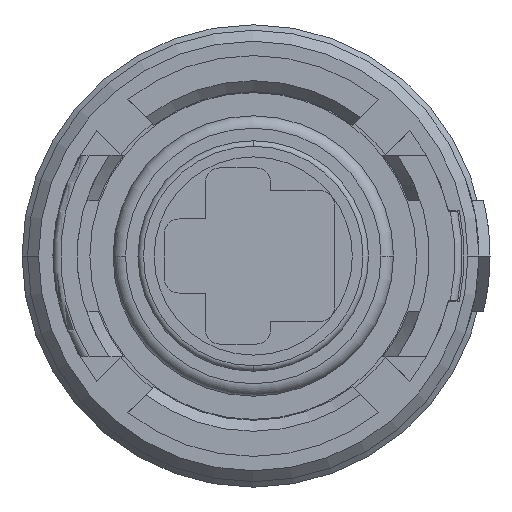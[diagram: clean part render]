
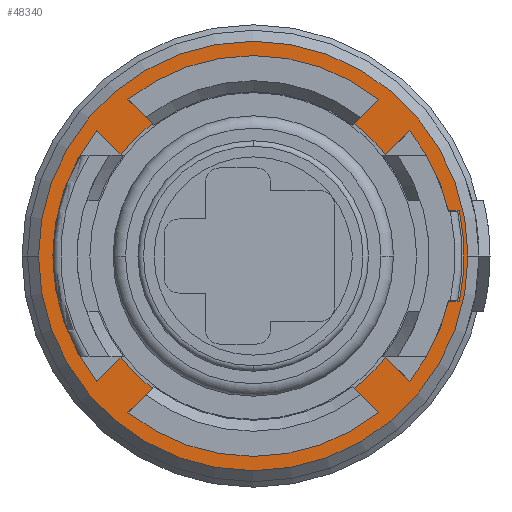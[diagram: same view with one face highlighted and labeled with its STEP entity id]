
A CAD part, left-side view. The second image highlights one B-rep face of the part: STEP entity #48340.
In plain terms, the highlighted planar face has unit normal (-1, 0, 0).
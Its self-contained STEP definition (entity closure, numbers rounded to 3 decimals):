
#46170=CARTESIAN_POINT('',(0.55,-5.85,0.));
#46180=VERTEX_POINT('',#46170);
#46210=CARTESIAN_POINT('',(0.55,0.,0.));
#46220=DIRECTION('',(1.,0.,0.));
#46230=DIRECTION('',(0.,-1.,0.));
#46240=AXIS2_PLACEMENT_3D('',#46210,#46220,#46230);
#46250=CIRCLE('',#46240,5.85);
#46260=CARTESIAN_POINT('',(0.55,5.85,0.)
);
#46270=VERTEX_POINT('',#46260);
#46280=EDGE_CURVE('',#46270,#46180,#46250,.T.);
#46400=CARTESIAN_POINT('',(0.55,-5.143,0.));
#46410=DIRECTION('',(1.,0.,0.));
#46420=DIRECTION('',(0.,-1.,0.));
#46430=AXIS2_PLACEMENT_3D('',#46400,#46410,#46420);
#46440=PLANE('',#46430);
#46450=ORIENTED_EDGE('',*,*,#46280,.F.);
#46460=EDGE_CURVE('',#46180,#46270,#46250,.T.);
#46470=ORIENTED_EDGE('',*,*,#46460,.F.);
#46480=EDGE_LOOP('',(#46470,#46450));
#46490=FACE_OUTER_BOUND('',#46480,.T.);
#46500=CARTESIAN_POINT('',(0.55,0.,0.));
#46510=DIRECTION('',(1.,0.,0.));
#46520=DIRECTION('',(0.,-1.,0.));
#46530=AXIS2_PLACEMENT_3D('',#46500,#46510,#46520);
#46540=CIRCLE('',#46530,4.535);
#46550=CARTESIAN_POINT('',(0.55,-2.754,3.603));
#46560=VERTEX_POINT('',#46550);
#46570=CARTESIAN_POINT('',(0.55,-3.603,2.754));
#46580=VERTEX_POINT('',#46570);
#46590=EDGE_CURVE('',#46560,#46580,#46540,.T.);
#46600=ORIENTED_EDGE('',*,*,#46590,.T.);
#46610=CARTESIAN_POINT('',(0.55,0.,0.849));
#46620=DIRECTION('',(0.,-0.707,0.707));
#46630=VECTOR('',#46620,1.);
#46640=LINE('',#46610,#46630);
#46650=CARTESIAN_POINT('',(0.55,-3.413,4.262));
#46660=VERTEX_POINT('',#46650);
#46670=EDGE_CURVE('',#46560,#46660,#46640,.T.);
#46680=ORIENTED_EDGE('',*,*,#46670,.F.);
#46690=CARTESIAN_POINT('',(0.55,0.,
0.));
#46700=DIRECTION('',(-1.,0.,0.));
#46710=DIRECTION('',(0.,0.,1.));
#46720=AXIS2_PLACEMENT_3D('',#46690,#46700,#46710);
#46730=CIRCLE('',#46720,5.46);
#46740=CARTESIAN_POINT('',(0.55,0.,5.46));
#46750=VERTEX_POINT('',#46740);
#46760=EDGE_CURVE('',#46660,#46750,#46730,.T.);
#46770=ORIENTED_EDGE('',*,*,#46760,.F.);
#46780=CARTESIAN_POINT('',(0.55,3.413,4.262));
#46790=VERTEX_POINT('',#46780);
#46800=EDGE_CURVE('',#46750,#46790,#46730,.T.);
#46810=ORIENTED_EDGE('',*,*,#46800,.F.);
#46820=CARTESIAN_POINT('',(0.55,-0.849,0.)
);
#46830=DIRECTION('',(0.,-0.707,-0.707));
#46840=VECTOR('',#46830,1.);
#46850=LINE('',#46820,#46840);
#46860=CARTESIAN_POINT('',(0.55,2.754,3.603));
#46870=VERTEX_POINT('',#46860);
#46880=EDGE_CURVE('',#46790,#46870,#46850,.T.);
#46890=ORIENTED_EDGE('',*,*,#46880,.F.);
#46900=CARTESIAN_POINT('',(0.55,0.,0.));
#46910=DIRECTION('',(1.,0.,0.));
#46920=DIRECTION('',(0.,-1.,0.));
#46930=AXIS2_PLACEMENT_3D('',#46900,#46910,#46920);
#46940=CIRCLE('',#46930,4.535);
#46950=CARTESIAN_POINT('',(0.55,3.603,2.754));
#46960=VERTEX_POINT('',#46950);
#46970=EDGE_CURVE('',#46960,#46870,#46940,.T.);
#46980=ORIENTED_EDGE('',*,*,#46970,.T.);
#46990=CARTESIAN_POINT('',(0.55,0.849,0.)
);
#47000=DIRECTION('',(0.,0.707,0.707));
#47010=VECTOR('',#47000,1.);
#47020=LINE('',#46990,#47010);
#47030=CARTESIAN_POINT('',(0.55,4.262,3.413));
#47040=VERTEX_POINT('',#47030);
#47050=EDGE_CURVE('',#46960,#47040,#47020,.T.);
#47060=ORIENTED_EDGE('',*,*,#47050,.F.);
#47070=CARTESIAN_POINT('',(0.55,0.,
0.));
#47080=DIRECTION('',(-1.,0.,0.));
#47090=DIRECTION('',(0.,1.,0.));
#47100=AXIS2_PLACEMENT_3D('',#47070,#47080,#47090);
#47110=CIRCLE('',#47100,5.46);
#47120=CARTESIAN_POINT('',(0.55,5.46,0.));
#47130=VERTEX_POINT('',#47120);
#47140=EDGE_CURVE('',#47040,#47130,#47110,.T.);
#47150=ORIENTED_EDGE('',*,*,#47140,.F.);
#47160=CARTESIAN_POINT('',(0.55,4.262,-3.413));
#47170=VERTEX_POINT('',#47160);
#47180=EDGE_CURVE('',#47130,#47170,#47110,.T.);
#47190=ORIENTED_EDGE('',*,*,#47180,.F.);
#47200=CARTESIAN_POINT('',(0.55,0.,0.849));
#47210=DIRECTION('',(0.,-0.707,0.707));
#47220=VECTOR('',#47210,1.);
#47230=LINE('',#47200,#47220);
#47240=CARTESIAN_POINT('',(0.55,3.603,-2.754));
#47250=VERTEX_POINT('',#47240);
#47260=EDGE_CURVE('',#47170,#47250,#47230,.T.);
#47270=ORIENTED_EDGE('',*,*,#47260,.F.);
#47280=CARTESIAN_POINT('',(0.55,0.,0.));
#47290=DIRECTION('',(1.,0.,0.));
#47300=DIRECTION('',(0.,-1.,0.));
#47310=AXIS2_PLACEMENT_3D('',#47280,#47290,#47300);
#47320=CIRCLE('',#47310,4.535);
#47330=CARTESIAN_POINT('',(0.55,2.754,-3.603));
#47340=VERTEX_POINT('',#47330);
#47350=EDGE_CURVE('',#47340,#47250,#47320,.T.);
#47360=ORIENTED_EDGE('',*,*,#47350,.T.);
#47370=CARTESIAN_POINT('',(0.55,0.,-0.849
));
#47380=DIRECTION('',(0.,0.707,-0.707));
#47390=VECTOR('',#47380,1.);
#47400=LINE('',#47370,#47390);
#47410=CARTESIAN_POINT('',(0.55,3.413,-4.262));
#47420=VERTEX_POINT('',#47410);
#47430=EDGE_CURVE('',#47340,#47420,#47400,.T.);
#47440=ORIENTED_EDGE('',*,*,#47430,.F.);
#47450=CARTESIAN_POINT('',(0.55,0.,
0.));
#47460=DIRECTION('',(-1.,0.,0.));
#47470=DIRECTION('',(0.,0.,-1.));
#47480=AXIS2_PLACEMENT_3D('',#47450,#47460,#47470);
#47490=CIRCLE('',#47480,5.46);
#47500=CARTESIAN_POINT('',(0.55,0.,-5.46));
#47510=VERTEX_POINT('',#47500);
#47520=EDGE_CURVE('',#47420,#47510,#47490,.T.);
#47530=ORIENTED_EDGE('',*,*,#47520,.F.);
#47540=CARTESIAN_POINT('',(0.55,-3.413,-4.262));
#47550=VERTEX_POINT('',#47540);
#47560=EDGE_CURVE('',#47510,#47550,#47490,.T.);
#47570=ORIENTED_EDGE('',*,*,#47560,.F.);
#47580=CARTESIAN_POINT('',(0.55,0.849,0.)
);
#47590=DIRECTION('',(0.,0.707,0.707));
#47600=VECTOR('',#47590,1.);
#47610=LINE('',#47580,#47600);
#47620=CARTESIAN_POINT('',(0.55,-2.754,-3.603));
#47630=VERTEX_POINT('',#47620);
#47640=EDGE_CURVE('',#47550,#47630,#47610,.T.);
#47650=ORIENTED_EDGE('',*,*,#47640,.F.);
#47660=CARTESIAN_POINT('',(0.55,0.,0.));
#47670=DIRECTION('',(1.,0.,0.));
#47680=DIRECTION('',(0.,-1.,0.));
#47690=AXIS2_PLACEMENT_3D('',#47660,#47670,#47680);
#47700=CIRCLE('',#47690,4.535);
#47710=CARTESIAN_POINT('',(0.55,-3.603,
-2.754));
#47720=VERTEX_POINT('',#47710);
#47730=EDGE_CURVE('',#47720,#47630,#47700,.T.);
#47740=ORIENTED_EDGE('',*,*,#47730,.T.);
#47750=CARTESIAN_POINT('',(0.55,-0.849,0.));
#47760=DIRECTION('',(0.,0.707,0.707));
#47770=VECTOR('',#47760,1.);
#47780=LINE('',#47750,#47770);
#47790=CARTESIAN_POINT('',(0.55,-4.262,-3.413));
#47800=VERTEX_POINT('',#47790);
#47810=EDGE_CURVE('',#47800,#47720,#47780,.T.);
#47820=ORIENTED_EDGE('',*,*,#47810,.T.);
#47830=CARTESIAN_POINT('',(0.55,0.,
0.));
#47840=DIRECTION('',(-1.,0.,0.));
#47850=DIRECTION('',(0.,-1.,0.));
#47860=AXIS2_PLACEMENT_3D('',#47830,#47840,#47850);
#47870=CIRCLE('',#47860,5.46);
#47880=CARTESIAN_POINT('',(0.55,-5.315,-1.25));
#47890=VERTEX_POINT('',#47880);
#47900=EDGE_CURVE('',#47800,#47890,#47870,.T.);
#47910=ORIENTED_EDGE('',*,*,#47900,.F.);
#47920=CARTESIAN_POINT('',(0.55,0.,-1.25));
#47930=DIRECTION('',(0.,1.,0.));
#47940=VECTOR('',#47930,1.);
#47950=LINE('',#47920,#47940);
#47960=CARTESIAN_POINT('',(0.55,-5.612,-1.25));
#47970=VERTEX_POINT('',#47960);
#47980=EDGE_CURVE('',#47970,#47890,#47950,.T.);
#47990=ORIENTED_EDGE('',*,*,#47980,.T.);
#48000=CARTESIAN_POINT('',(0.55,0.,
0.));
#48010=DIRECTION('',(-1.,0.,0.));
#48020=DIRECTION('',(0.,0.,-1.));
#48030=AXIS2_PLACEMENT_3D('',#48000,#48010,#48020);
#48040=CIRCLE('',#48030,5.75);
#48050=CARTESIAN_POINT('',(0.55,-5.612,1.25));
#48060=VERTEX_POINT('',#48050);
#48070=EDGE_CURVE('',#47970,#48060,#48040,.T.);
#48080=ORIENTED_EDGE('',*,*,#48070,.F.);
#48090=CARTESIAN_POINT('',(0.55,0.,1.25));
#48100=DIRECTION('',(0.,-1.,0.));
#48110=VECTOR('',#48100,1.);
#48120=LINE('',#48090,#48110);
#48130=CARTESIAN_POINT('',(0.55,-5.315,1.25));
#48140=VERTEX_POINT('',#48130);
#48150=EDGE_CURVE('',#48140,#48060,#48120,.T.);
#48160=ORIENTED_EDGE('',*,*,#48150,.T.);
#48170=CARTESIAN_POINT('',(0.55,0.,
0.));
#48180=DIRECTION('',(-1.,0.,0.));
#48190=DIRECTION('',(0.,-1.,0.));
#48200=AXIS2_PLACEMENT_3D('',#48170,#48180,#48190);
#48210=CIRCLE('',#48200,5.46);
#48220=CARTESIAN_POINT('',(0.55,-4.262,3.413));
#48230=VERTEX_POINT('',#48220);
#48240=EDGE_CURVE('',#48140,#48230,#48210,.T.);
#48250=ORIENTED_EDGE('',*,*,#48240,.F.);
#48260=CARTESIAN_POINT('',(0.55,0.,-0.849));
#48270=DIRECTION('',(0.,-0.707,0.707));
#48280=VECTOR('',#48270,1.);
#48290=LINE('',#48260,#48280);
#48300=EDGE_CURVE('',#46580,#48230,#48290,.T.);
#48310=ORIENTED_EDGE('',*,*,#48300,.T.);
#48320=EDGE_LOOP('',(#48310,#48250,#48160,#48080,#47990,#47910,#47820,
#47740,#47650,#47570,#47530,#47440,#47360,#47270,#47190,#47150,#47060,
#46980,#46890,#46810,#46770,#46680,#46600));
#48330=FACE_BOUND('',#48320,.T.);
#48340=ADVANCED_FACE('',(#46490,#48330),#46440,.F.);
